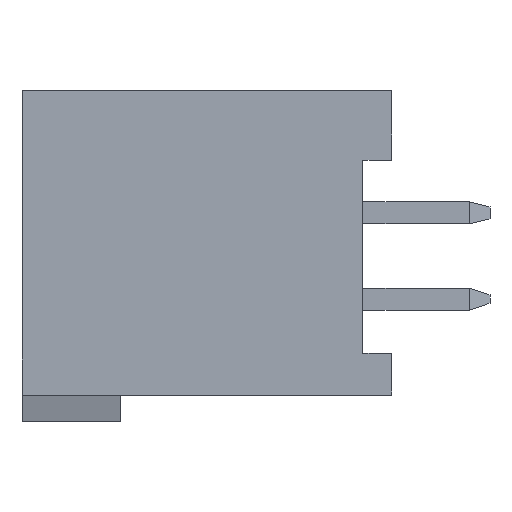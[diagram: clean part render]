
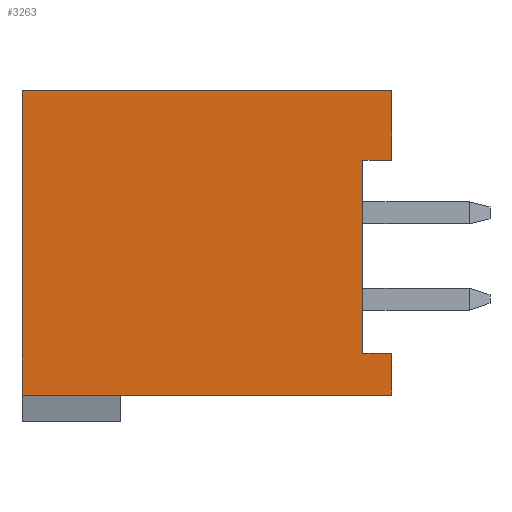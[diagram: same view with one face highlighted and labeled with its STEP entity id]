
A CAD part, left-side view. The second image highlights one B-rep face of the part: STEP entity #3263.
In plain terms, the highlighted planar face has unit normal (-1, 0, 0).
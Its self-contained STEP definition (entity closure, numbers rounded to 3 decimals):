
#517=DIRECTION('',(0.,0.,1.));
#518=VECTOR('',#517,2.05);
#519=CARTESIAN_POINT('',(-6.25,-5.45,2.825));
#520=LINE('',#519,#518);
#537=DIRECTION('',(0.,0.,1.));
#538=VECTOR('',#537,1.225);
#539=CARTESIAN_POINT('',(-6.25,-5.45,-4.1));
#540=LINE('',#539,#538);
#561=DIRECTION('',(0.,-1.,0.));
#562=VECTOR('',#561,10.9);
#563=CARTESIAN_POINT('',(-6.25,5.45,-4.1));
#564=LINE('',#563,#562);
#565=DIRECTION('',(0.,0.,1.));
#566=VECTOR('',#565,8.975);
#567=CARTESIAN_POINT('',(-6.25,5.45,-4.1));
#568=LINE('',#567,#566);
#569=DIRECTION('',(0.,1.,0.));
#570=VECTOR('',#569,0.85);
#571=CARTESIAN_POINT('',(-6.25,-5.45,2.825));
#572=LINE('',#571,#570);
#573=DIRECTION('',(0.,0.,1.));
#574=VECTOR('',#573,5.7);
#575=CARTESIAN_POINT('',(-6.25,-4.6,-2.875));
#576=LINE('',#575,#574);
#577=DIRECTION('',(0.,1.,0.));
#578=VECTOR('',#577,0.85);
#579=CARTESIAN_POINT('',(-6.25,-5.45,-2.875));
#580=LINE('',#579,#578);
#585=DIRECTION('',(0.,-1.,0.));
#586=VECTOR('',#585,10.9);
#587=CARTESIAN_POINT('',(-6.25,5.45,4.875));
#588=LINE('',#587,#586);
#1945=CARTESIAN_POINT('',(-6.25,5.45,4.875));
#1946=CARTESIAN_POINT('',(-6.25,-5.45,4.875));
#1947=VERTEX_POINT('',#1945);
#1948=VERTEX_POINT('',#1946);
#1965=CARTESIAN_POINT('',(-6.25,-5.45,-2.875));
#1966=CARTESIAN_POINT('',(-6.25,-4.6,-2.875));
#1967=VERTEX_POINT('',#1965);
#1968=VERTEX_POINT('',#1966);
#1969=CARTESIAN_POINT('',(-6.25,-4.6,2.825));
#1970=VERTEX_POINT('',#1969);
#1971=CARTESIAN_POINT('',(-6.25,-5.45,2.825));
#1972=VERTEX_POINT('',#1971);
#2059=CARTESIAN_POINT('',(-6.25,5.45,-4.1));
#2060=CARTESIAN_POINT('',(-6.25,-5.45,-4.1));
#2061=VERTEX_POINT('',#2059);
#2062=VERTEX_POINT('',#2060);
#3246=CARTESIAN_POINT('',(-6.25,5.45,-4.875));
#3247=DIRECTION('',(-1.,0.,0.));
#3248=DIRECTION('',(0.,-1.,0.));
#3249=AXIS2_PLACEMENT_3D('',#3246,#3247,#3248);
#3250=PLANE('',#3249);
#3251=ORIENTED_EDGE('',*,*,#2751,.F.);
#3252=ORIENTED_EDGE('',*,*,#2639,.T.);
#3254=ORIENTED_EDGE('',*,*,#3253,.T.);
#3255=ORIENTED_EDGE('',*,*,#3198,.F.);
#3256=ORIENTED_EDGE('',*,*,#3019,.T.);
#3257=ORIENTED_EDGE('',*,*,#3060,.F.);
#3259=ORIENTED_EDGE('',*,*,#3258,.F.);
#3260=ORIENTED_EDGE('',*,*,#3225,.F.);
#3261=EDGE_LOOP('',(#3251,#3252,#3254,#3255,#3256,#3257,#3259,#3260));
#3262=FACE_OUTER_BOUND('',#3261,.F.);
#3263=ADVANCED_FACE('',(#3262),#3250,.T.);
#2639=EDGE_CURVE('',#2061,#1947,#568,.T.);
#2751=EDGE_CURVE('',#2061,#2062,#564,.T.);
#3019=EDGE_CURVE('',#1972,#1970,#572,.T.);
#3060=EDGE_CURVE('',#1968,#1970,#576,.T.);
#3198=EDGE_CURVE('',#1972,#1948,#520,.T.);
#3225=EDGE_CURVE('',#2062,#1967,#540,.T.);
#3253=EDGE_CURVE('',#1947,#1948,#588,.T.);
#3258=EDGE_CURVE('',#1967,#1968,#580,.T.);
